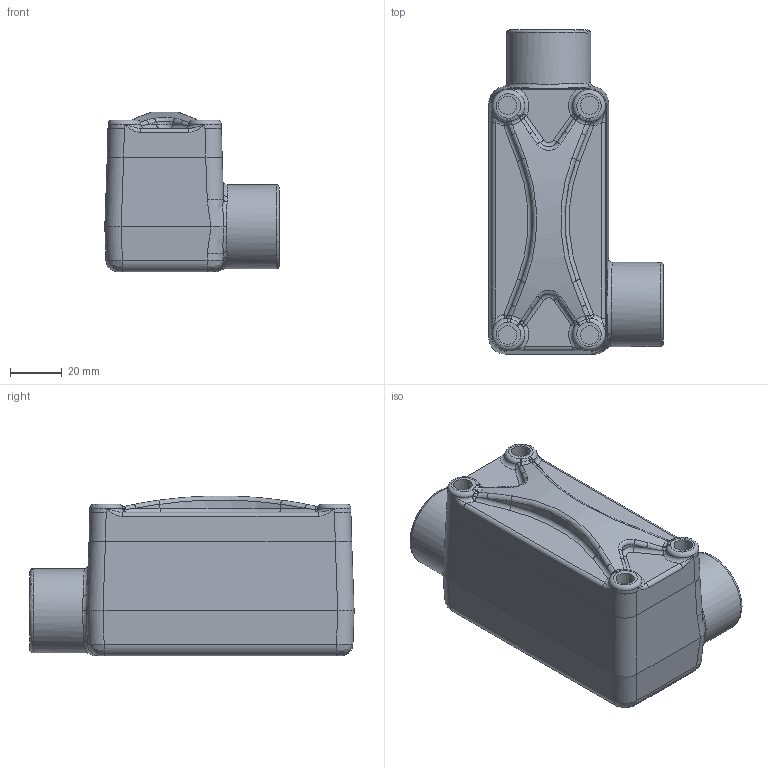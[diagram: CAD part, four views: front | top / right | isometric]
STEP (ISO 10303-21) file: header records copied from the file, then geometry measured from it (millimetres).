
FILE_DESCRIPTION(/* description */ (''),/* implementation_level */ '2;1');
FILE_NAME(/* name */ 'XLR-2.stp',/* time_stamp */ '2011-10-12T10:00:52-05:00',/* author */ (''),/* organization */ (''),/* preprocessor_version */ 'ST-DEVELOPER v11',/* originating_system */ 'SIEMENS UGS NX 6.0',/* authorisation */ '');
FILE_SCHEMA (('CONFIG_CONTROL_DESIGN'));
Length unit declared in the file: inch
Products named in the file (1): cgud71C6uq9w
Bounding box: 67.47 x 125.41 x 61.87 mm (x, y, z)
Volume: 140524.5 mm3; surface area: 55418 mm2
Topology: 2 solids, 2 shells, 451 faces, 1080 edges, 599 vertices
Faces by surface type: bspline 188, cylinder 98, plane 87, torus 34, cone 28, sphere 16
Full cylindrical faces by diameter (mm): 32.537 x2
Entity records: 16502 total; most frequent: CARTESIAN_POINT 7382, ORIENTED_EDGE 2032, DIRECTION 1712, EDGE_CURVE 1016, AXIS2_PLACEMENT_3D 728, VERTEX_POINT 588, EDGE_LOOP 482, ADVANCED_FACE 451
